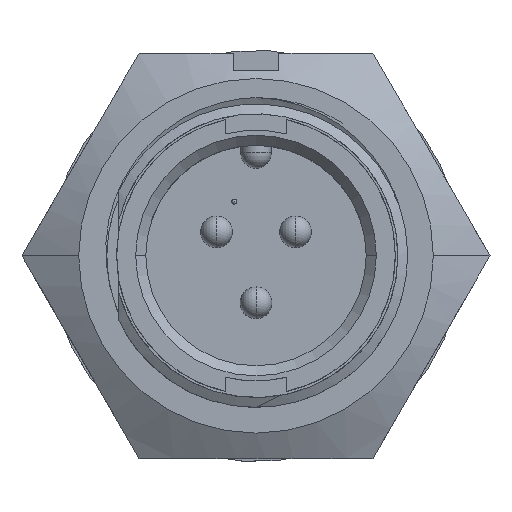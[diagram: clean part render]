
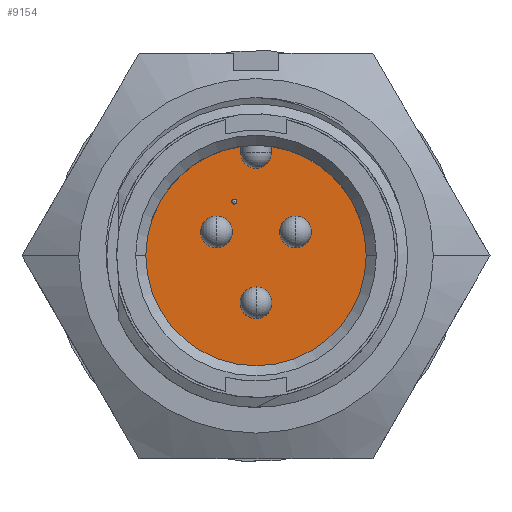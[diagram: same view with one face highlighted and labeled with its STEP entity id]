
A CAD part, top view. The second image highlights one B-rep face of the part: STEP entity #9154.
In plain terms, the highlighted planar face has unit normal (0, 0, 1).
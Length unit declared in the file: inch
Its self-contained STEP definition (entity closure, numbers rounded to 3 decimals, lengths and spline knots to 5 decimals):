
#73 = CARTESIAN_POINT ( 'NONE',  ( -0.043, 0.107, -0.33 ) ) ;
#113 = DIRECTION ( 'NONE',  ( 0., 0., 1. ) ) ;
#124 = CARTESIAN_POINT ( 'NONE',  ( -0.2175, 0., -0.33 ) ) ;
#300 = EDGE_CURVE ( 'NONE', #5653, #3787, #1284, .T. ) ;
#512 = EDGE_CURVE ( 'NONE', #9382, #4412, #10202, .T. ) ;
#600 = CARTESIAN_POINT ( 'NONE',  ( 0.03, 0.21542, -0.33 ) ) ;
#632 = AXIS2_PLACEMENT_3D ( 'NONE', #1716, #3398, #9578 ) ;
#649 = LINE ( 'NONE', #8951, #6916 ) ;
#659 = CIRCLE ( 'NONE', #10567, 0.03125 ) ;
#786 = DIRECTION ( 'NONE',  ( 1., 0., 0. ) ) ;
#864 = CARTESIAN_POINT ( 'NONE',  ( -0.043, 0.107, -0.33 ) ) ;
#972 = CARTESIAN_POINT ( 'NONE',  ( 0., 0.2025, -0.33 ) ) ;
#1135 = EDGE_CURVE ( 'NONE', #3950, #3747, #2408, .T. ) ;
#1284 = CIRCLE ( 'NONE', #3074, 0.03125 ) ;
#1343 = EDGE_CURVE ( 'NONE', #3787, #5653, #3254, .T. ) ;
#1451 = ORIENTED_EDGE ( 'NONE', *, *, #4721, .F. ) ;
#1646 = EDGE_CURVE ( 'NONE', #3747, #4833, #6709, .T. ) ;
#1655 = FACE_BOUND ( 'NONE', #2756, .T. ) ;
#1716 = CARTESIAN_POINT ( 'NONE',  ( -0.078, 0.047, -0.33 ) ) ;
#1781 = VERTEX_POINT ( 'NONE', #4409 ) ;
#1920 = AXIS2_PLACEMENT_3D ( 'NONE', #9075, #9988, #6458 ) ;
#1974 = CARTESIAN_POINT ( 'NONE',  ( -0.03, 0.21542, -0.33 ) ) ;
#2168 = DIRECTION ( 'NONE',  ( 1., 0., 0. ) ) ;
#2321 = CIRCLE ( 'NONE', #5651, 0.2175 ) ;
#2408 = LINE ( 'NONE', #1974, #11466 ) ;
#2422 = EDGE_LOOP ( 'NONE', ( #9017, #5629 ) ) ;
#2557 = DIRECTION ( 'NONE',  ( 0., 0., 1. ) ) ;
#2635 = VERTEX_POINT ( 'NONE', #5590 ) ;
#2756 = EDGE_LOOP ( 'NONE', ( #6722, #9555 ) ) ;
#2853 = CIRCLE ( 'NONE', #5406, 0.005 ) ;
#2867 = DIRECTION ( 'NONE',  ( -1., 0., 0. ) ) ;
#2909 = DIRECTION ( 'NONE',  ( 0., 0., 1. ) ) ;
#2910 = AXIS2_PLACEMENT_3D ( 'NONE', #11095, #5745, #8437 ) ;
#2956 = DIRECTION ( 'NONE',  ( 0., -1., 0. ) ) ;
#3003 = CIRCLE ( 'NONE', #1920, 0.2175 ) ;
#3055 = ORIENTED_EDGE ( 'NONE', *, *, #6184, .T. ) ;
#3074 = AXIS2_PLACEMENT_3D ( 'NONE', #7621, #5024, #5876 ) ;
#3254 = CIRCLE ( 'NONE', #4335, 0.03125 ) ;
#3318 = EDGE_CURVE ( 'NONE', #2635, #5985, #2853, .T. ) ;
#3398 = DIRECTION ( 'NONE',  ( 0., 0., 1. ) ) ;
#3425 = EDGE_LOOP ( 'NONE', ( #3551, #4835 ) ) ;
#3507 = DIRECTION ( 'NONE',  ( 1., 0., 0. ) ) ;
#3551 = ORIENTED_EDGE ( 'NONE', *, *, #300, .F. ) ;
#3643 = DIRECTION ( 'NONE',  ( 0., 1., 0. ) ) ;
#3647 = DIRECTION ( 'NONE',  ( -1., 0., 0. ) ) ;
#3711 = DIRECTION ( 'NONE',  ( 1., 0., 0. ) ) ;
#3714 = ORIENTED_EDGE ( 'NONE', *, *, #1135, .F. ) ;
#3720 = VERTEX_POINT ( 'NONE', #4760 ) ;
#3747 = VERTEX_POINT ( 'NONE', #10051 ) ;
#3787 = VERTEX_POINT ( 'NONE', #10867 ) ;
#3950 = VERTEX_POINT ( 'NONE', #5030 ) ;
#3979 = PLANE ( 'NONE',  #2910 ) ;
#4015 = CIRCLE ( 'NONE', #11545, 0.03125 ) ;
#4312 = CARTESIAN_POINT ( 'NONE',  ( 0., -0.093, -0.33 ) ) ;
#4335 = AXIS2_PLACEMENT_3D ( 'NONE', #9347, #9393, #2168 ) ;
#4409 = CARTESIAN_POINT ( 'NONE',  ( -0.04675, 0.047, -0.33 ) ) ;
#4412 = VERTEX_POINT ( 'NONE', #5158 ) ;
#4477 = CARTESIAN_POINT ( 'NONE',  ( 0., -0.093, -0.33 ) ) ;
#4498 = DIRECTION ( 'NONE',  ( 0., 0., 1. ) ) ;
#4549 = ORIENTED_EDGE ( 'NONE', *, *, #1646, .F. ) ;
#4586 = CARTESIAN_POINT ( 'NONE',  ( 0.2175, 0., -0.33 ) ) ;
#4721 = EDGE_CURVE ( 'NONE', #5985, #2635, #10031, .T. ) ;
#4760 = CARTESIAN_POINT ( 'NONE',  ( -0.10925, 0.047, -0.33 ) ) ;
#4833 = VERTEX_POINT ( 'NONE', #10189 ) ;
#4835 = ORIENTED_EDGE ( 'NONE', *, *, #1343, .F. ) ;
#4988 = FACE_BOUND ( 'NONE', #3425, .T. ) ;
#5024 = DIRECTION ( 'NONE',  ( 0., 0., 1. ) ) ;
#5030 = CARTESIAN_POINT ( 'NONE',  ( -0.03, 0.21542, -0.33 ) ) ;
#5158 = CARTESIAN_POINT ( 'NONE',  ( 0.03125, -0.093, -0.33 ) ) ;
#5346 = DIRECTION ( 'NONE',  ( 1., 0., 0. ) ) ;
#5406 = AXIS2_PLACEMENT_3D ( 'NONE', #864, #113, #3647 ) ;
#5548 = DIRECTION ( 'NONE',  ( 1., 0., 0. ) ) ;
#5590 = CARTESIAN_POINT ( 'NONE',  ( -0.038, 0.107, -0.33 ) ) ;
#5629 = ORIENTED_EDGE ( 'NONE', *, *, #6912, .F. ) ;
#5651 = AXIS2_PLACEMENT_3D ( 'NONE', #7207, #8257, #5548 ) ;
#5653 = VERTEX_POINT ( 'NONE', #8844 ) ;
#5745 = DIRECTION ( 'NONE',  ( 0., 0., -1. ) ) ;
#5814 = EDGE_CURVE ( 'NONE', #8814, #8309, #3003, .T. ) ;
#5876 = DIRECTION ( 'NONE',  ( 1., 0., 0. ) ) ;
#5894 = EDGE_LOOP ( 'NONE', ( #3714, #8956, #3055, #10543, #6634, #4549 ) ) ;
#5985 = VERTEX_POINT ( 'NONE', #9235 ) ;
#6184 = EDGE_CURVE ( 'NONE', #10649, #8814, #6300, .T. ) ;
#6290 = ORIENTED_EDGE ( 'NONE', *, *, #3318, .F. ) ;
#6300 = CIRCLE ( 'NONE', #9503, 0.2175 ) ;
#6339 = DIRECTION ( 'NONE',  ( 0., 0., 1. ) ) ;
#6366 = FACE_OUTER_BOUND ( 'NONE', #5894, .T. ) ;
#6458 = DIRECTION ( 'NONE',  ( 1., 0., 0. ) ) ;
#6634 = ORIENTED_EDGE ( 'NONE', *, *, #11440, .F. ) ;
#6656 = FACE_BOUND ( 'NONE', #6879, .T. ) ;
#6709 = CIRCLE ( 'NONE', #10471, 0.03 ) ;
#6722 = ORIENTED_EDGE ( 'NONE', *, *, #8629, .F. ) ;
#6879 = EDGE_LOOP ( 'NONE', ( #1451, #6290 ) ) ;
#6912 = EDGE_CURVE ( 'NONE', #3720, #1781, #9380, .T. ) ;
#6916 = VECTOR ( 'NONE', #3643, 39.37008 ) ;
#6921 = CARTESIAN_POINT ( 'NONE',  ( 0., 0., -0.33 ) ) ;
#7099 = DIRECTION ( 'NONE',  ( 0., 0., 1. ) ) ;
#7105 = DIRECTION ( 'NONE',  ( 0., 0., 1. ) ) ;
#7207 = CARTESIAN_POINT ( 'NONE',  ( 0., 0., -0.33 ) ) ;
#7341 = FACE_BOUND ( 'NONE', #2422, .T. ) ;
#7621 = CARTESIAN_POINT ( 'NONE',  ( 0.078, 0.047, -0.33 ) ) ;
#7945 = EDGE_CURVE ( 'NONE', #1781, #3720, #4015, .T. ) ;
#8257 = DIRECTION ( 'NONE',  ( 0., 0., 1. ) ) ;
#8293 = CARTESIAN_POINT ( 'NONE',  ( -0.078, 0.047, -0.33 ) ) ;
#8309 = VERTEX_POINT ( 'NONE', #600 ) ;
#8365 = DIRECTION ( 'NONE',  ( 1., 0., 0. ) ) ;
#8373 = AXIS2_PLACEMENT_3D ( 'NONE', #73, #6339, #2867 ) ;
#8437 = DIRECTION ( 'NONE',  ( -1., 0., 0. ) ) ;
#8629 = EDGE_CURVE ( 'NONE', #4412, #9382, #659, .T. ) ;
#8814 = VERTEX_POINT ( 'NONE', #4586 ) ;
#8844 = CARTESIAN_POINT ( 'NONE',  ( 0.10925, 0.047, -0.33 ) ) ;
#8951 = CARTESIAN_POINT ( 'NONE',  ( 0.03, 0.2025, -0.33 ) ) ;
#8956 = ORIENTED_EDGE ( 'NONE', *, *, #10685, .T. ) ;
#9017 = ORIENTED_EDGE ( 'NONE', *, *, #7945, .F. ) ;
#9075 = CARTESIAN_POINT ( 'NONE',  ( 0., 0., -0.33 ) ) ;
#9089 = AXIS2_PLACEMENT_3D ( 'NONE', #4312, #2557, #786 ) ;
#9154 = ADVANCED_FACE ( 'NONE', ( #6366, #6656, #7341, #4988, #1655 ), #3979, .F. ) ;
#9235 = CARTESIAN_POINT ( 'NONE',  ( -0.048, 0.107, -0.33 ) ) ;
#9347 = CARTESIAN_POINT ( 'NONE',  ( 0.078, 0.047, -0.33 ) ) ;
#9380 = CIRCLE ( 'NONE', #632, 0.03125 ) ;
#9382 = VERTEX_POINT ( 'NONE', #10615 ) ;
#9393 = DIRECTION ( 'NONE',  ( 0., 0., 1. ) ) ;
#9503 = AXIS2_PLACEMENT_3D ( 'NONE', #6921, #4498, #5346 ) ;
#9555 = ORIENTED_EDGE ( 'NONE', *, *, #512, .F. ) ;
#9578 = DIRECTION ( 'NONE',  ( 1., 0., 0. ) ) ;
#9988 = DIRECTION ( 'NONE',  ( 0., 0., 1. ) ) ;
#10031 = CIRCLE ( 'NONE', #8373, 0.005 ) ;
#10051 = CARTESIAN_POINT ( 'NONE',  ( -0.03, 0.2025, -0.33 ) ) ;
#10189 = CARTESIAN_POINT ( 'NONE',  ( 0.03, 0.2025, -0.33 ) ) ;
#10202 = CIRCLE ( 'NONE', #9089, 0.03125 ) ;
#10471 = AXIS2_PLACEMENT_3D ( 'NONE', #972, #7105, #3711 ) ;
#10543 = ORIENTED_EDGE ( 'NONE', *, *, #5814, .T. ) ;
#10567 = AXIS2_PLACEMENT_3D ( 'NONE', #4477, #7099, #3507 ) ;
#10615 = CARTESIAN_POINT ( 'NONE',  ( -0.03125, -0.093, -0.33 ) ) ;
#10649 = VERTEX_POINT ( 'NONE', #124 ) ;
#10685 = EDGE_CURVE ( 'NONE', #3950, #10649, #2321, .T. ) ;
#10867 = CARTESIAN_POINT ( 'NONE',  ( 0.04675, 0.047, -0.33 ) ) ;
#11095 = CARTESIAN_POINT ( 'NONE',  ( 0., 0., -0.33 ) ) ;
#11440 = EDGE_CURVE ( 'NONE', #4833, #8309, #649, .T. ) ;
#11466 = VECTOR ( 'NONE', #2956, 39.37008 ) ;
#11545 = AXIS2_PLACEMENT_3D ( 'NONE', #8293, #2909, #8365 ) ;
